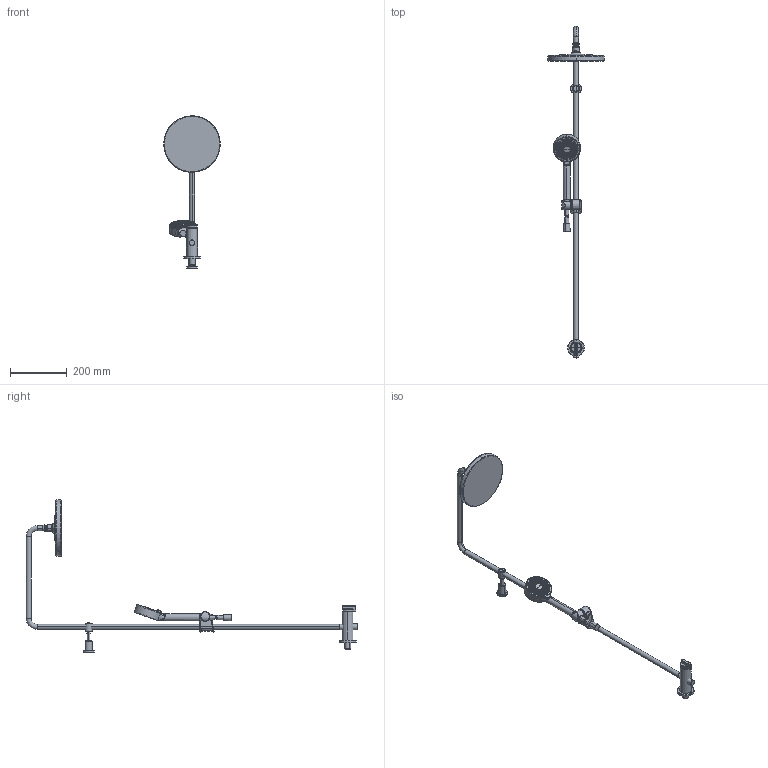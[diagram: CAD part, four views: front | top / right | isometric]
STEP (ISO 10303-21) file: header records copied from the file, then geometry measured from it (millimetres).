
FILE_DESCRIPTION (( 'STEP AP203' ), '1' );
FILE_NAME ('44390200.STEP', '2019-08-30T05:43:24', ( '' ), ( '' ), 'SwSTEP 2.0', 'SolidWorks 2016', '' );
FILE_SCHEMA (( 'CONFIG_CONTROL_DESIGN' ));
Length unit declared in the file: millimetre
Products named in the file (1): 44390200
Bounding box: 200 x 1174.8 x 539.5 mm (x, y, z)
Volume: 1699645.2 mm3; surface area: 285374.3 mm2
Topology: 22 solids, 30 shells, 601 faces, 1333 edges, 889 vertices
Faces by surface type: plane 191, bspline 145, cylinder 91, torus 90, cone 60, sphere 24
Entity records: 37359 total; most frequent: CARTESIAN_POINT 24788, ORIENTED_EDGE 2640, DIRECTION 2469, EDGE_CURVE 1320, AXIS2_PLACEMENT_3D 1142, VERTEX_POINT 889, EDGE_LOOP 711, CIRCLE 693
